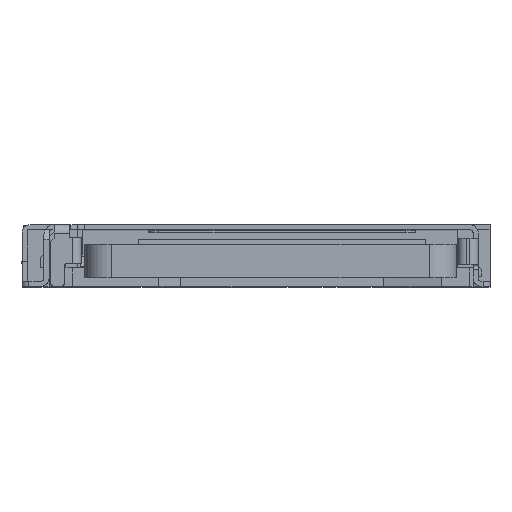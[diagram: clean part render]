
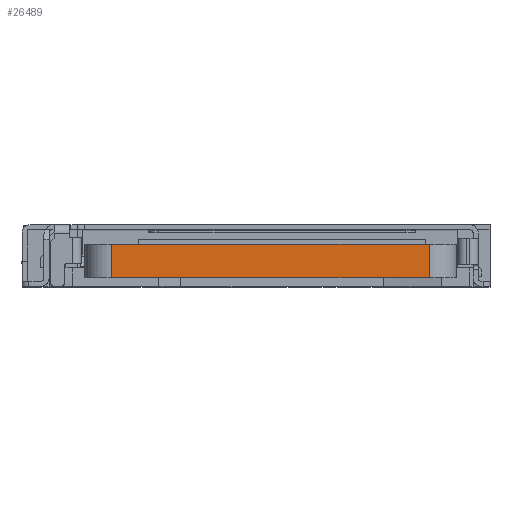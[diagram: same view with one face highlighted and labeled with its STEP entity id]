
A CAD part, top view. The second image highlights one B-rep face of the part: STEP entity #26489.
In plain terms, the highlighted face is planar.
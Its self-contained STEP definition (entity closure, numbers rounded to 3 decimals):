
#3464 = CARTESIAN_POINT ( 'NONE',  ( 219.49, 117.813, 0.88 ) ) ;
#3925 = EDGE_CURVE ( 'NONE', #8054, #9567, #17169, .T. ) ;
#3941 = LINE ( 'NONE', #26823, #5431 ) ;
#5431 = VECTOR ( 'NONE', #13509, 1000. ) ;
#6114 = ORIENTED_EDGE ( 'NONE', *, *, #3925, .F. ) ;
#8054 = VERTEX_POINT ( 'NONE', #18264 ) ;
#8907 = VERTEX_POINT ( 'NONE', #34769 ) ;
#9567 = VERTEX_POINT ( 'NONE', #25140 ) ;
#9671 = VECTOR ( 'NONE', #19109, 1000. ) ;
#11842 = FACE_OUTER_BOUND ( 'NONE', #21208, .T. ) ;
#12656 = VECTOR ( 'NONE', #30408, 1000. ) ;
#13344 = EDGE_CURVE ( 'NONE', #8907, #8054, #3941, .T. ) ;
#13509 = DIRECTION ( 'NONE',  ( 1., 0., 0. ) ) ;
#15911 = DIRECTION ( 'NONE',  ( 1., 0., 0. ) ) ;
#16643 = EDGE_CURVE ( 'NONE', #9567, #36733, #21163, .T. ) ;
#17169 = LINE ( 'NONE', #36893, #12656 ) ;
#17200 = LINE ( 'NONE', #32937, #32718 ) ;
#17201 = EDGE_CURVE ( 'NONE', #8907, #36733, #17200, .T. ) ;
#17799 = AXIS2_PLACEMENT_3D ( 'NONE', #3464, #41483, #15911 ) ;
#18264 = CARTESIAN_POINT ( 'NONE',  ( 228.99, 117.813, 1.98 ) ) ;
#18891 = ORIENTED_EDGE ( 'NONE', *, *, #13344, .F. ) ;
#19109 = DIRECTION ( 'NONE',  ( -1., 0., 0. ) ) ;
#20017 = CARTESIAN_POINT ( 'NONE',  ( 219.59, 117.813, 0.98 ) ) ;
#20224 = ORIENTED_EDGE ( 'NONE', *, *, #17201, .T. ) ;
#20674 = CARTESIAN_POINT ( 'NONE',  ( 224.29, 117.813, 0.98 ) ) ;
#21163 = LINE ( 'NONE', #20674, #9671 ) ;
#21208 = EDGE_LOOP ( 'NONE', ( #20224, #36519, #6114, #18891 ) ) ;
#25140 = CARTESIAN_POINT ( 'NONE',  ( 228.99, 117.813, 0.98 ) ) ;
#25545 = PLANE ( 'NONE',  #17799 ) ;
#26489 = ADVANCED_FACE ( 'NONE', ( #11842 ), #25545, .T. ) ;
#26823 = CARTESIAN_POINT ( 'NONE',  ( 224.29, 117.813, 1.98 ) ) ;
#29134 = DIRECTION ( 'NONE',  ( 0., 0., -1. ) ) ;
#30408 = DIRECTION ( 'NONE',  ( 0., 0., -1. ) ) ;
#32718 = VECTOR ( 'NONE', #29134, 1000. ) ;
#32937 = CARTESIAN_POINT ( 'NONE',  ( 219.59, 117.813, 1.48 ) ) ;
#34769 = CARTESIAN_POINT ( 'NONE',  ( 219.59, 117.813, 1.98 ) ) ;
#36519 = ORIENTED_EDGE ( 'NONE', *, *, #16643, .F. ) ;
#36733 = VERTEX_POINT ( 'NONE', #20017 ) ;
#36893 = CARTESIAN_POINT ( 'NONE',  ( 228.99, 117.813, 1.48 ) ) ;
#41483 = DIRECTION ( 'NONE',  ( 0., -1., 0. ) ) ;
